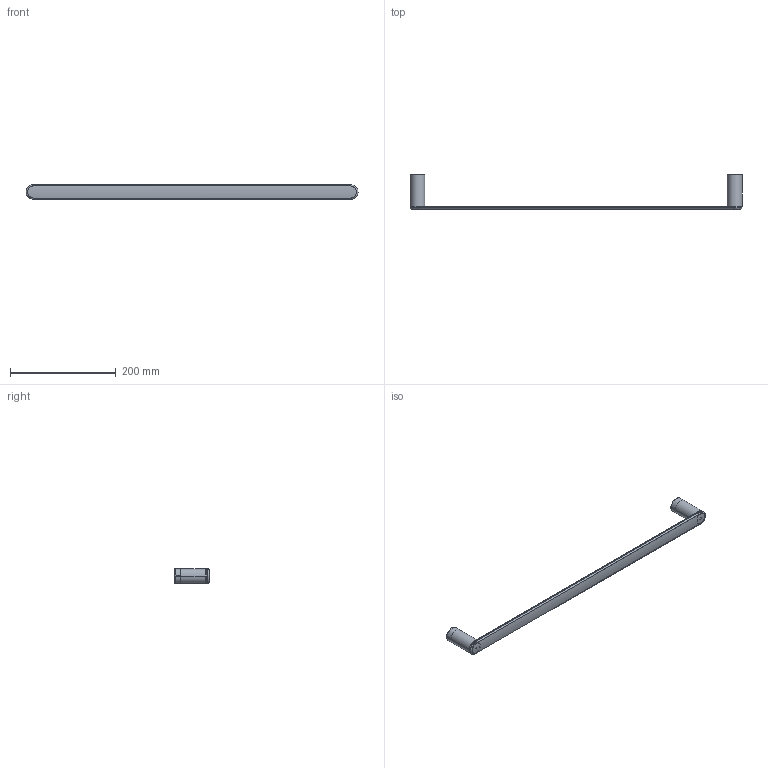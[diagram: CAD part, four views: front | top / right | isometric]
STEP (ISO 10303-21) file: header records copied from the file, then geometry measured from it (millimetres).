
FILE_DESCRIPTION((''),'2;1');
FILE_NAME('AA200053_ASM','2019-06-05T15:38:21',('SJ03'),(''),'CREO PARAMETRIC BY PTC INC, 2018100','CREO PARAMETRIC BY PTC INC, 2018100','');
FILE_SCHEMA(('CONFIG_CONTROL_DESIGN'));
Length unit declared in the file: millimetre
Products named in the file (7): 80HAA200053_AF0; 83HAA200011_AF0; 80AA200053_ASM; 81HAA200053; 82HAA200053; 81AA200053_ASM; AA200053_ASM
Assembly tree (8 placements, depth 3):
  AA200053_ASM
    80AA200053_ASM  x2
      80HAA200053_AF0
      83HAA200011_AF0
    81AA200053_ASM
      81HAA200053
      82HAA200053  x2
Bounding box: 628 x 66 x 28 mm (x, y, z)
Volume: 56722.8 mm3; surface area: 102327.3 mm2
Topology: 7 solids, 9 shells, 108 faces, 256 edges, 164 vertices
Faces by surface type: cylinder 52, plane 32, cone 20, bspline 4
Entity records: 2604 total; most frequent: CARTESIAN_POINT 902, DIRECTION 348, ORIENTED_EDGE 304, EDGE_CURVE 154, AXIS2_PLACEMENT_3D 140, VERTEX_POINT 98, EDGE_LOOP 78, VECTOR 68
